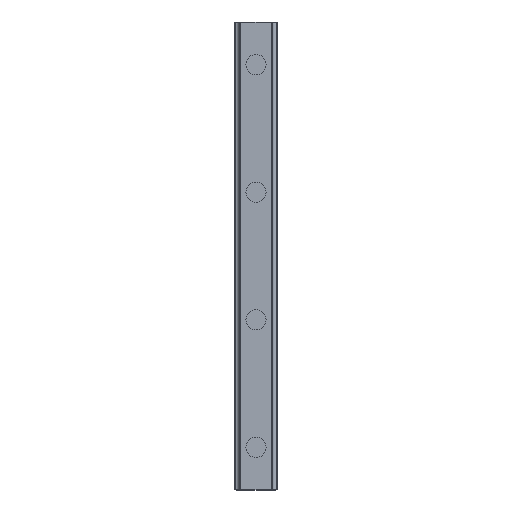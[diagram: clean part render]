
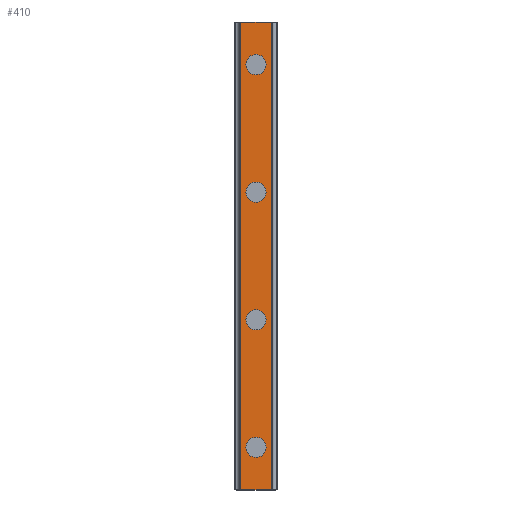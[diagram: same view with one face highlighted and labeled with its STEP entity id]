
A CAD part, top view. The second image highlights one B-rep face of the part: STEP entity #410.
In plain terms, the highlighted planar face has unit normal (0, 0, 1).
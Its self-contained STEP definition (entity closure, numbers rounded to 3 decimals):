
#410=ADVANCED_FACE('',(#843,#844,#845,#846,#847),#848,.T.);
#843=FACE_BOUND('',#1296,.T.);
#844=FACE_BOUND('',#1297,.T.);
#845=FACE_BOUND('',#1298,.T.);
#846=FACE_BOUND('',#1299,.T.);
#847=FACE_OUTER_BOUND('',#1300,.T.);
#848=PLANE('',#1301);
#1296=EDGE_LOOP('',(#2502,#2503));
#1297=EDGE_LOOP('',(#2504,#2505));
#1298=EDGE_LOOP('',(#2506,#2507));
#1299=EDGE_LOOP('',(#2508,#2509));
#1300=EDGE_LOOP('',(#2510,#2511,#2512,#2513));
#1301=AXIS2_PLACEMENT_3D('',#2514,#2515,#2516);
#2502=ORIENTED_EDGE('',*,*,#2731,.T.);
#2503=ORIENTED_EDGE('',*,*,#3105,.T.);
#2504=ORIENTED_EDGE('',*,*,#2721,.T.);
#2505=ORIENTED_EDGE('',*,*,#3111,.T.);
#2506=ORIENTED_EDGE('',*,*,#2711,.T.);
#2507=ORIENTED_EDGE('',*,*,#3117,.T.);
#2508=ORIENTED_EDGE('',*,*,#2701,.T.);
#2509=ORIENTED_EDGE('',*,*,#3123,.T.);
#2510=ORIENTED_EDGE('',*,*,#3084,.T.);
#2511=ORIENTED_EDGE('',*,*,#3170,.F.);
#2512=ORIENTED_EDGE('',*,*,#2954,.F.);
#2513=ORIENTED_EDGE('',*,*,#3168,.T.);
#2514=CARTESIAN_POINT('',(0.0,220.0,17.5));
#2515=DIRECTION('',(0.0,0.0,1.0));
#2516=DIRECTION('',(-1.0,0.0,-0.0));
#2701=EDGE_CURVE('',#3226,#3223,#3227,.T.);
#2711=EDGE_CURVE('',#3244,#3241,#3245,.T.);
#2721=EDGE_CURVE('',#3262,#3259,#3263,.T.);
#2731=EDGE_CURVE('',#3280,#3277,#3281,.T.);
#2954=EDGE_CURVE('',#3617,#3619,#3620,.T.);
#3084=EDGE_CURVE('',#3834,#3832,#3835,.T.);
#3105=EDGE_CURVE('',#3277,#3280,#3874,.T.);
#3111=EDGE_CURVE('',#3259,#3262,#3880,.T.);
#3117=EDGE_CURVE('',#3241,#3244,#3886,.T.);
#3123=EDGE_CURVE('',#3223,#3226,#3892,.T.);
#3168=EDGE_CURVE('',#3617,#3834,#3937,.T.);
#3170=EDGE_CURVE('',#3619,#3832,#3939,.T.);
#3223=VERTEX_POINT('',#3994);
#3226=VERTEX_POINT('',#3998);
#3227=CIRCLE('',#3999,4.75);
#3241=VERTEX_POINT('',#4016);
#3244=VERTEX_POINT('',#4020);
#3245=CIRCLE('',#4021,4.75);
#3259=VERTEX_POINT('',#4038);
#3262=VERTEX_POINT('',#4042);
#3263=CIRCLE('',#4043,4.75);
#3277=VERTEX_POINT('',#4060);
#3280=VERTEX_POINT('',#4064);
#3281=CIRCLE('',#4065,4.75);
#3617=VERTEX_POINT('',#4533);
#3619=VERTEX_POINT('',#4536);
#3620=LINE('',#4537,#4538);
#3832=VERTEX_POINT('',#4832);
#3834=VERTEX_POINT('',#4835);
#3835=LINE('',#4836,#4837);
#3874=CIRCLE('',#4884,4.75);
#3880=CIRCLE('',#4890,4.75);
#3886=CIRCLE('',#4896,4.75);
#3892=CIRCLE('',#4902,4.75);
#3937=LINE('',#4967,#4968);
#3939=LINE('',#4970,#4971);
#3994=CARTESIAN_POINT('',(4.75,20.0,17.5));
#3998=CARTESIAN_POINT('',(-4.75,20.0,17.5));
#3999=AXIS2_PLACEMENT_3D('',#5043,#5044,#5045);
#4016=CARTESIAN_POINT('',(4.75,80.0,17.5));
#4020=CARTESIAN_POINT('',(-4.75,80.0,17.5));
#4021=AXIS2_PLACEMENT_3D('',#5059,#5060,#5061);
#4038=CARTESIAN_POINT('',(4.75,140.0,17.5));
#4042=CARTESIAN_POINT('',(-4.75,140.0,17.5));
#4043=AXIS2_PLACEMENT_3D('',#5075,#5076,#5077);
#4060=CARTESIAN_POINT('',(4.75,200.0,17.5));
#4064=CARTESIAN_POINT('',(-4.75,200.0,17.5));
#4065=AXIS2_PLACEMENT_3D('',#5091,#5092,#5093);
#4533=CARTESIAN_POINT('',(-7.231,220.0,17.5));
#4536=CARTESIAN_POINT('',(7.231,220.0,17.5));
#4537=CARTESIAN_POINT('',(-7.231,220.0,17.5));
#4538=VECTOR('',#5323,1.0);
#4832=CARTESIAN_POINT('',(7.231,0.0,17.5));
#4835=CARTESIAN_POINT('',(-7.231,0.0,17.5));
#4836=CARTESIAN_POINT('',(-7.231,0.0,17.5));
#4837=VECTOR('',#5473,1.0);
#4884=AXIS2_PLACEMENT_3D('',#5515,#5516,#5517);
#4890=AXIS2_PLACEMENT_3D('',#5524,#5525,#5526);
#4896=AXIS2_PLACEMENT_3D('',#5533,#5534,#5535);
#4902=AXIS2_PLACEMENT_3D('',#5542,#5543,#5544);
#4967=CARTESIAN_POINT('',(-7.231,220.0,17.5));
#4968=VECTOR('',#5571,1.0);
#4970=CARTESIAN_POINT('',(7.231,220.0,17.5));
#4971=VECTOR('',#5572,1.0);
#5043=CARTESIAN_POINT('',(0.0,20.0,17.5));
#5044=DIRECTION('',(0.0,0.0,-1.0));
#5045=DIRECTION('',(1.0,0.0,0.0));
#5059=CARTESIAN_POINT('',(0.0,80.0,17.5));
#5060=DIRECTION('',(0.0,0.0,-1.0));
#5061=DIRECTION('',(1.0,0.0,0.0));
#5075=CARTESIAN_POINT('',(0.0,140.0,17.5));
#5076=DIRECTION('',(0.0,0.0,-1.0));
#5077=DIRECTION('',(1.0,0.0,0.0));
#5091=CARTESIAN_POINT('',(0.0,200.0,17.5));
#5092=DIRECTION('',(0.0,0.0,-1.0));
#5093=DIRECTION('',(1.0,0.0,0.0));
#5323=DIRECTION('',(1.0,0.0,0.0));
#5473=DIRECTION('',(1.0,0.0,0.0));
#5515=CARTESIAN_POINT('',(0.0,200.0,17.5));
#5516=DIRECTION('',(0.0,0.0,-1.0));
#5517=DIRECTION('',(1.0,0.0,0.0));
#5524=CARTESIAN_POINT('',(0.0,140.0,17.5));
#5525=DIRECTION('',(0.0,0.0,-1.0));
#5526=DIRECTION('',(1.0,0.0,0.0));
#5533=CARTESIAN_POINT('',(0.0,80.0,17.5));
#5534=DIRECTION('',(0.0,0.0,-1.0));
#5535=DIRECTION('',(1.0,0.0,0.0));
#5542=CARTESIAN_POINT('',(0.0,20.0,17.5));
#5543=DIRECTION('',(0.0,0.0,-1.0));
#5544=DIRECTION('',(1.0,0.0,0.0));
#5571=DIRECTION('',(0.0,-1.0,0.0));
#5572=DIRECTION('',(0.0,-1.0,0.0));
